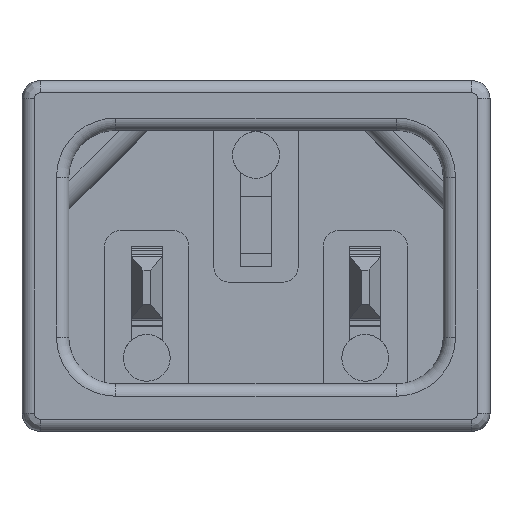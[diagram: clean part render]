
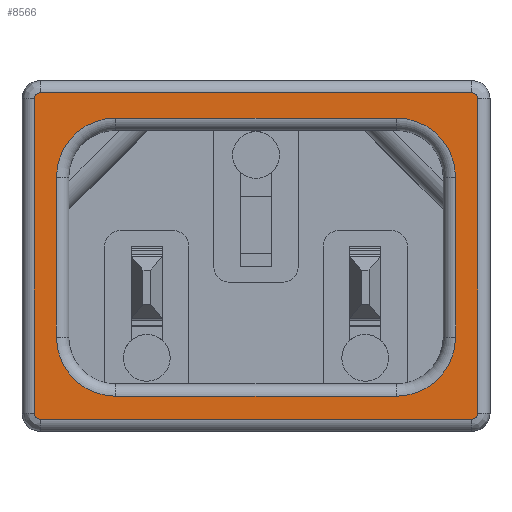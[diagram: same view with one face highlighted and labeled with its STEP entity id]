
A CAD part, top view. The second image highlights one B-rep face of the part: STEP entity #8566.
In plain terms, the highlighted planar face has unit normal (0, 0, 1).
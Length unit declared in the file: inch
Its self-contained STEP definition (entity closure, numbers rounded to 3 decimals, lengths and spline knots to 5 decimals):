
#15 = CARTESIAN_POINT ( 'NONE',  ( -0.55945, -0.39685, 0. ) ) ;
#57 = EDGE_CURVE ( 'NONE', #8331, #7976, #3941, .T. ) ;
#125 = VERTEX_POINT ( 'NONE', #15 ) ;
#152 = VERTEX_POINT ( 'NONE', #2672 ) ;
#164 = ORIENTED_EDGE ( 'NONE', *, *, #7721, .F. ) ;
#201 = LINE ( 'NONE', #257, #592 ) ;
#255 = CARTESIAN_POINT ( 'NONE',  ( -0.35433, -0.35394, 0. ) ) ;
#257 = CARTESIAN_POINT ( 'NONE',  ( -0.54449, 0.41181, 0. ) ) ;
#279 = EDGE_CURVE ( 'NONE', #2885, #3253, #11107, .T. ) ;
#285 = ORIENTED_EDGE ( 'NONE', *, *, #7200, .T. ) ;
#396 = ORIENTED_EDGE ( 'NONE', *, *, #8818, .F. ) ;
#592 = VECTOR ( 'NONE', #8293, 39.37008 ) ;
#620 = EDGE_CURVE ( 'NONE', #652, #10920, #4732, .T. ) ;
#652 = VERTEX_POINT ( 'NONE', #10921 ) ;
#677 = DIRECTION ( 'NONE',  ( 0., -1., 0. ) ) ;
#777 = AXIS2_PLACEMENT_3D ( 'NONE', #5474, #1742, #7124 ) ;
#860 = VERTEX_POINT ( 'NONE', #11490 ) ;
#872 = ORIENTED_EDGE ( 'NONE', *, *, #7687, .F. ) ;
#947 = EDGE_LOOP ( 'NONE', ( #3689, #10756, #396, #7425, #3359, #872, #3110, #3115 ) ) ;
#975 = CARTESIAN_POINT ( 'NONE',  ( 0.35433, 0.34803, 0. ) ) ;
#993 = VERTEX_POINT ( 'NONE', #6194 ) ;
#1073 = DIRECTION ( 'NONE',  ( 1., 0., 0. ) ) ;
#1113 = ORIENTED_EDGE ( 'NONE', *, *, #4494, .F. ) ;
#1125 = CARTESIAN_POINT ( 'NONE',  ( 0.54449, -0.41181, 0. ) ) ;
#1160 = EDGE_CURVE ( 'NONE', #2008, #11262, #5717, .T. ) ;
#1179 = CIRCLE ( 'NONE', #8720, 0.14921 ) ;
#1275 = DIRECTION ( 'NONE',  ( 0., -1., 0. ) ) ;
#1326 = DIRECTION ( 'NONE',  ( 0., 0., 1. ) ) ;
#1468 = DIRECTION ( 'NONE',  ( 0., -1., 0. ) ) ;
#1515 = CIRCLE ( 'NONE', #6624, 0.01496 ) ;
#1742 = DIRECTION ( 'NONE',  ( 0., 0., 1. ) ) ;
#1759 = CARTESIAN_POINT ( 'NONE',  ( 0.54449, 0.41181, 0. ) ) ;
#1863 = EDGE_CURVE ( 'NONE', #3253, #993, #4653, .T. ) ;
#1903 = ORIENTED_EDGE ( 'NONE', *, *, #7400, .T. ) ;
#1996 = PLANE ( 'NONE',  #2110 ) ;
#2008 = VERTEX_POINT ( 'NONE', #975 ) ;
#2050 = DIRECTION ( 'NONE',  ( 0., -1., 0. ) ) ;
#2110 = AXIS2_PLACEMENT_3D ( 'NONE', #7376, #6493, #5490 ) ;
#2236 = DIRECTION ( 'NONE',  ( -1., 0., 0. ) ) ;
#2285 = VECTOR ( 'NONE', #10229, 39.37008 ) ;
#2355 = CARTESIAN_POINT ( 'NONE',  ( 0.55945, 0.39685, 0. ) ) ;
#2378 = AXIS2_PLACEMENT_3D ( 'NONE', #8711, #3901, #677 ) ;
#2396 = VERTEX_POINT ( 'NONE', #2792 ) ;
#2653 = CARTESIAN_POINT ( 'NONE',  ( -0.35433, 0.34803, 0. ) ) ;
#2672 = CARTESIAN_POINT ( 'NONE',  ( 0.55945, -0.39685, 0. ) ) ;
#2792 = CARTESIAN_POINT ( 'NONE',  ( 0.55945, 0.39685, 0. ) ) ;
#2840 = CARTESIAN_POINT ( 'NONE',  ( 0.35433, 0.19882, 0. ) ) ;
#2885 = VERTEX_POINT ( 'NONE', #10037 ) ;
#2944 = ORIENTED_EDGE ( 'NONE', *, *, #620, .F. ) ;
#3100 = CARTESIAN_POINT ( 'NONE',  ( -0.54449, 0.39685, 0. ) ) ;
#3110 = ORIENTED_EDGE ( 'NONE', *, *, #1863, .F. ) ;
#3115 = ORIENTED_EDGE ( 'NONE', *, *, #279, .F. ) ;
#3158 = EDGE_CURVE ( 'NONE', #8595, #2008, #10127, .T. ) ;
#3229 = CARTESIAN_POINT ( 'NONE',  ( 0.35433, -0.35394, 0. ) ) ;
#3253 = VERTEX_POINT ( 'NONE', #3229 ) ;
#3359 = ORIENTED_EDGE ( 'NONE', *, *, #3158, .F. ) ;
#3403 = CARTESIAN_POINT ( 'NONE',  ( -0.54449, -0.39685, 0. ) ) ;
#3405 = AXIS2_PLACEMENT_3D ( 'NONE', #9118, #7355, #6468 ) ;
#3689 = ORIENTED_EDGE ( 'NONE', *, *, #6733, .F. ) ;
#3779 = FACE_BOUND ( 'NONE', #947, .T. ) ;
#3861 = DIRECTION ( 'NONE',  ( 1., 0., 0. ) ) ;
#3901 = DIRECTION ( 'NONE',  ( 0., 0., 1. ) ) ;
#3941 = LINE ( 'NONE', #7539, #11379 ) ;
#4494 = EDGE_CURVE ( 'NONE', #2396, #152, #10438, .T. ) ;
#4500 = VECTOR ( 'NONE', #1468, 39.37008 ) ;
#4557 = DIRECTION ( 'NONE',  ( 0., 0., 1. ) ) ;
#4587 = VERTEX_POINT ( 'NONE', #1759 ) ;
#4607 = DIRECTION ( 'NONE',  ( 0., 1., 0. ) ) ;
#4653 = CIRCLE ( 'NONE', #2378, 0.14921 ) ;
#4689 = EDGE_CURVE ( 'NONE', #125, #10942, #7378, .T. ) ;
#4732 = LINE ( 'NONE', #1125, #7071 ) ;
#4771 = AXIS2_PLACEMENT_3D ( 'NONE', #9363, #7647, #1275 ) ;
#4822 = DIRECTION ( 'NONE',  ( 0., 1., 0. ) ) ;
#4837 = DIRECTION ( 'NONE',  ( -1., 0., 0. ) ) ;
#5312 = CARTESIAN_POINT ( 'NONE',  ( -0.50354, 0.19882, 0. ) ) ;
#5394 = CARTESIAN_POINT ( 'NONE',  ( -0.54449, -0.41181, 0. ) ) ;
#5474 = CARTESIAN_POINT ( 'NONE',  ( 0.54449, 0.39685, 0. ) ) ;
#5490 = DIRECTION ( 'NONE',  ( 0., -1., 0. ) ) ;
#5717 = LINE ( 'NONE', #10195, #10835 ) ;
#5874 = CIRCLE ( 'NONE', #777, 0.01496 ) ;
#5940 = ORIENTED_EDGE ( 'NONE', *, *, #7120, .T. ) ;
#6194 = CARTESIAN_POINT ( 'NONE',  ( 0.50354, -0.20472, 0. ) ) ;
#6226 = CARTESIAN_POINT ( 'NONE',  ( 0.50354, -0.20472, 0. ) ) ;
#6248 = CIRCLE ( 'NONE', #8325, 0.01496 ) ;
#6330 = CARTESIAN_POINT ( 'NONE',  ( -0.50354, -0.20472, 0. ) ) ;
#6435 = EDGE_LOOP ( 'NONE', ( #285, #164, #1903, #9266, #5940, #2944, #10246, #1113 ) ) ;
#6468 = DIRECTION ( 'NONE',  ( -1., 0., 0. ) ) ;
#6493 = DIRECTION ( 'NONE',  ( 0., 0., -1. ) ) ;
#6624 = AXIS2_PLACEMENT_3D ( 'NONE', #3403, #10324, #2236 ) ;
#6733 = EDGE_CURVE ( 'NONE', #7976, #2885, #8493, .T. ) ;
#7071 = VECTOR ( 'NONE', #8274, 39.37008 ) ;
#7120 = EDGE_CURVE ( 'NONE', #125, #10920, #1515, .T. ) ;
#7124 = DIRECTION ( 'NONE',  ( 1., 0., 0. ) ) ;
#7142 = VECTOR ( 'NONE', #4607, 39.37008 ) ;
#7200 = EDGE_CURVE ( 'NONE', #2396, #4587, #5874, .T. ) ;
#7355 = DIRECTION ( 'NONE',  ( 0., 0., 1. ) ) ;
#7376 = CARTESIAN_POINT ( 'NONE',  ( 0., 0., 0. ) ) ;
#7378 = LINE ( 'NONE', #9201, #7142 ) ;
#7400 = EDGE_CURVE ( 'NONE', #860, #10942, #6248, .T. ) ;
#7425 = ORIENTED_EDGE ( 'NONE', *, *, #1160, .F. ) ;
#7435 = CARTESIAN_POINT ( 'NONE',  ( 0.50354, 0.19882, 0. ) ) ;
#7539 = CARTESIAN_POINT ( 'NONE',  ( -0.50354, 0.19882, 0. ) ) ;
#7647 = DIRECTION ( 'NONE',  ( 0., 0., 1. ) ) ;
#7687 = EDGE_CURVE ( 'NONE', #993, #8595, #11583, .T. ) ;
#7721 = EDGE_CURVE ( 'NONE', #860, #4587, #201, .T. ) ;
#7976 = VERTEX_POINT ( 'NONE', #6330 ) ;
#8007 = CARTESIAN_POINT ( 'NONE',  ( -0.35433, 0.19882, 0. ) ) ;
#8259 = FACE_OUTER_BOUND ( 'NONE', #6435, .T. ) ;
#8274 = DIRECTION ( 'NONE',  ( -1., 0., 0. ) ) ;
#8293 = DIRECTION ( 'NONE',  ( 1., 0., 0. ) ) ;
#8325 = AXIS2_PLACEMENT_3D ( 'NONE', #3100, #1326, #4822 ) ;
#8331 = VERTEX_POINT ( 'NONE', #5312 ) ;
#8493 = CIRCLE ( 'NONE', #3405, 0.14921 ) ;
#8566 = ADVANCED_FACE ( 'NONE', ( #3779, #8259 ), #1996, .F. ) ;
#8595 = VERTEX_POINT ( 'NONE', #7435 ) ;
#8711 = CARTESIAN_POINT ( 'NONE',  ( 0.35433, -0.20472, 0. ) ) ;
#8720 = AXIS2_PLACEMENT_3D ( 'NONE', #8007, #11603, #8891 ) ;
#8818 = EDGE_CURVE ( 'NONE', #11262, #8331, #1179, .T. ) ;
#8891 = DIRECTION ( 'NONE',  ( 0., 1., 0. ) ) ;
#8945 = VECTOR ( 'NONE', #3861, 39.37008 ) ;
#9118 = CARTESIAN_POINT ( 'NONE',  ( -0.35433, -0.20472, 0. ) ) ;
#9201 = CARTESIAN_POINT ( 'NONE',  ( -0.55945, -0.39685, 0. ) ) ;
#9266 = ORIENTED_EDGE ( 'NONE', *, *, #4689, .F. ) ;
#9363 = CARTESIAN_POINT ( 'NONE',  ( 0.54449, -0.39685, 0. ) ) ;
#9390 = CARTESIAN_POINT ( 'NONE',  ( -0.55945, 0.39685, 0. ) ) ;
#9527 = AXIS2_PLACEMENT_3D ( 'NONE', #2840, #4557, #1073 ) ;
#9841 = CIRCLE ( 'NONE', #4771, 0.01496 ) ;
#10037 = CARTESIAN_POINT ( 'NONE',  ( -0.35433, -0.35394, 0. ) ) ;
#10127 = CIRCLE ( 'NONE', #9527, 0.14921 ) ;
#10160 = EDGE_CURVE ( 'NONE', #652, #152, #9841, .T. ) ;
#10195 = CARTESIAN_POINT ( 'NONE',  ( 0.35433, 0.34803, 0. ) ) ;
#10229 = DIRECTION ( 'NONE',  ( 0., 1., 0. ) ) ;
#10246 = ORIENTED_EDGE ( 'NONE', *, *, #10160, .T. ) ;
#10324 = DIRECTION ( 'NONE',  ( 0., 0., 1. ) ) ;
#10438 = LINE ( 'NONE', #2355, #4500 ) ;
#10756 = ORIENTED_EDGE ( 'NONE', *, *, #57, .F. ) ;
#10835 = VECTOR ( 'NONE', #4837, 39.37008 ) ;
#10920 = VERTEX_POINT ( 'NONE', #5394 ) ;
#10921 = CARTESIAN_POINT ( 'NONE',  ( 0.54449, -0.41181, 0. ) ) ;
#10942 = VERTEX_POINT ( 'NONE', #9390 ) ;
#11107 = LINE ( 'NONE', #255, #8945 ) ;
#11262 = VERTEX_POINT ( 'NONE', #2653 ) ;
#11379 = VECTOR ( 'NONE', #2050, 39.37008 ) ;
#11490 = CARTESIAN_POINT ( 'NONE',  ( -0.54449, 0.41181, 0. ) ) ;
#11583 = LINE ( 'NONE', #6226, #2285 ) ;
#11603 = DIRECTION ( 'NONE',  ( 0., 0., 1. ) ) ;
